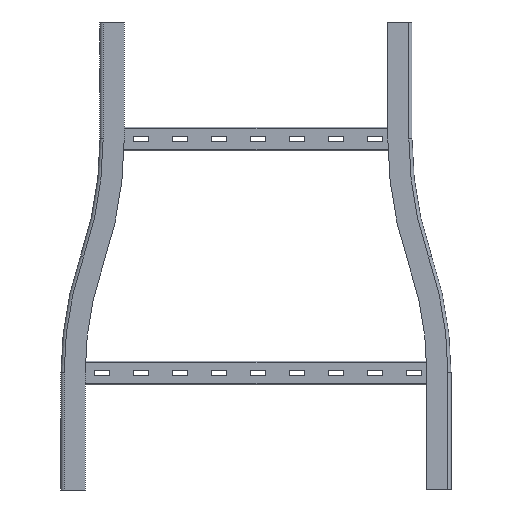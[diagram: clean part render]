
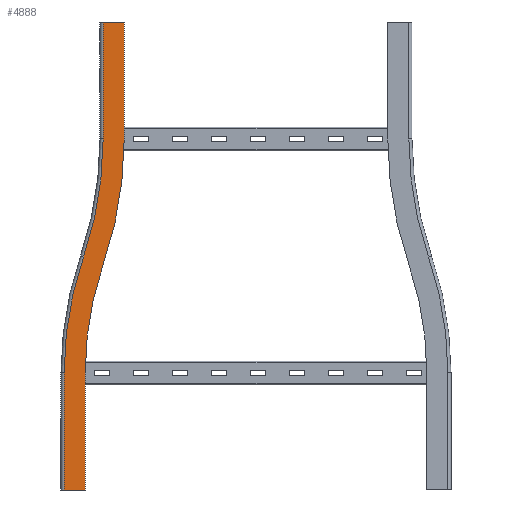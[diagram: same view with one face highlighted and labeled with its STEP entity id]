
A CAD part, front view. The second image highlights one B-rep face of the part: STEP entity #4888.
In plain terms, the highlighted planar face has unit normal (0, -1, 0).
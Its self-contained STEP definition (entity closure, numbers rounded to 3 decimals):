
#146=CIRCLE('',#5259,458.5);
#147=CIRCLE('',#5261,431.5);
#168=CIRCLE('',#5292,466.5);
#169=CIRCLE('',#5294,493.5);
#396=FACE_OUTER_BOUND('',#688,.T.);
#688=EDGE_LOOP('',(#3509,#3510,#3511,#3512,#3513,#3514,#3515,#3516,#3517,
#3518));
#996=LINE('',#7225,#1550);
#998=LINE('',#7231,#1552);
#1012=LINE('',#7345,#1566);
#1065=LINE('',#7458,#1619);
#1066=LINE('',#7460,#1620);
#1067=LINE('',#7461,#1621);
#1550=VECTOR('',#5757,10.);
#1552=VECTOR('',#5761,10.);
#1566=VECTOR('',#5909,10.);
#1619=VECTOR('',#6022,10.);
#1620=VECTOR('',#6023,10.);
#1621=VECTOR('',#6024,10.);
#2101=VERTEX_POINT('',#7221);
#2102=VERTEX_POINT('',#7223);
#2104=VERTEX_POINT('',#7228);
#2105=VERTEX_POINT('',#7230);
#2120=VERTEX_POINT('',#7280);
#2122=VERTEX_POINT('',#7285);
#2136=VERTEX_POINT('',#7334);
#2138=VERTEX_POINT('',#7339);
#2168=VERTEX_POINT('',#7454);
#2169=VERTEX_POINT('',#7459);
#2548=EDGE_CURVE('',#2101,#2102,#996,.T.);
#2550=EDGE_CURVE('',#2104,#2105,#998,.T.);
#2576=EDGE_CURVE('',#2120,#2101,#146,.T.);
#2578=EDGE_CURVE('',#2122,#2104,#147,.T.);
#2603=EDGE_CURVE('',#2136,#2120,#168,.T.);
#2605=EDGE_CURVE('',#2138,#2122,#169,.T.);
#2608=EDGE_CURVE('',#2105,#2102,#1012,.T.);
#2667=EDGE_CURVE('',#2136,#2168,#1065,.T.);
#2668=EDGE_CURVE('',#2169,#2138,#1066,.T.);
#2669=EDGE_CURVE('',#2168,#2169,#1067,.T.);
#3509=ORIENTED_EDGE('',*,*,#2667,.F.);
#3510=ORIENTED_EDGE('',*,*,#2603,.T.);
#3511=ORIENTED_EDGE('',*,*,#2576,.T.);
#3512=ORIENTED_EDGE('',*,*,#2548,.T.);
#3513=ORIENTED_EDGE('',*,*,#2608,.F.);
#3514=ORIENTED_EDGE('',*,*,#2550,.F.);
#3515=ORIENTED_EDGE('',*,*,#2578,.F.);
#3516=ORIENTED_EDGE('',*,*,#2605,.F.);
#3517=ORIENTED_EDGE('',*,*,#2668,.F.);
#3518=ORIENTED_EDGE('',*,*,#2669,.F.);
#4653=PLANE('',#5326);
#4888=ADVANCED_FACE('',(#396),#4653,.F.);
#5259=AXIS2_PLACEMENT_3D('',#7282,#5826,#5827);
#5261=AXIS2_PLACEMENT_3D('',#7287,#5831,#5832);
#5292=AXIS2_PLACEMENT_3D('',#7336,#5897,#5898);
#5294=AXIS2_PLACEMENT_3D('',#7341,#5902,#5903);
#5326=AXIS2_PLACEMENT_3D('',#7457,#6020,#6021);
#5757=DIRECTION('',(0.,0.,-1.));
#5761=DIRECTION('',(0.,0.,-1.));
#5826=DIRECTION('center_axis',(0.,-1.,0.));
#5827=DIRECTION('ref_axis',(-0.946,0.,0.324));
#5831=DIRECTION('center_axis',(0.,-1.,0.));
#5832=DIRECTION('ref_axis',(-0.946,0.,0.324));
#5897=DIRECTION('center_axis',(0.,1.,0.));
#5898=DIRECTION('ref_axis',(1.,0.,0.));
#5902=DIRECTION('center_axis',(0.,1.,0.));
#5903=DIRECTION('ref_axis',(1.,0.,0.));
#5909=DIRECTION('',(-1.,0.,0.));
#6020=DIRECTION('center_axis',(0.,1.,0.));
#6021=DIRECTION('ref_axis',(0.,0.,1.));
#6022=DIRECTION('',(0.,0.,1.));
#6023=DIRECTION('',(0.,0.,-1.));
#6024=DIRECTION('',(1.,0.,0.));
#7221=CARTESIAN_POINT('',(-77.,0.,-300.));
#7223=CARTESIAN_POINT('',(-77.,0.,-450.));
#7225=CARTESIAN_POINT('',(-77.,0.,-300.));
#7228=CARTESIAN_POINT('',(-50.,0.,-300.));
#7230=CARTESIAN_POINT('',(-50.,0.,-450.));
#7231=CARTESIAN_POINT('',(-50.,0.,-300.));
#7280=CARTESIAN_POINT('',(-52.216,0.,-151.297));
#7282=CARTESIAN_POINT('Origin',(381.5,0.,-300.));
#7285=CARTESIAN_POINT('',(-26.676,0.,-160.054));
#7287=CARTESIAN_POINT('Origin',(381.5,0.,-300.));
#7334=CARTESIAN_POINT('',(-27.,0.,0.));
#7336=CARTESIAN_POINT('Origin',(-493.5,0.,
0.));
#7339=CARTESIAN_POINT('',(0.,0.,0.));
#7341=CARTESIAN_POINT('Origin',(-493.5,0.,
0.));
#7345=CARTESIAN_POINT('',(-50.,0.,-450.));
#7454=CARTESIAN_POINT('',(-27.,0.,150.));
#7457=CARTESIAN_POINT('Origin',(-43.286,0.,
75.));
#7458=CARTESIAN_POINT('',(-27.,0.,75.));
#7459=CARTESIAN_POINT('',(0.,0.,150.));
#7460=CARTESIAN_POINT('',(0.,0.,0.));
#7461=CARTESIAN_POINT('',(0.,0.,150.));
